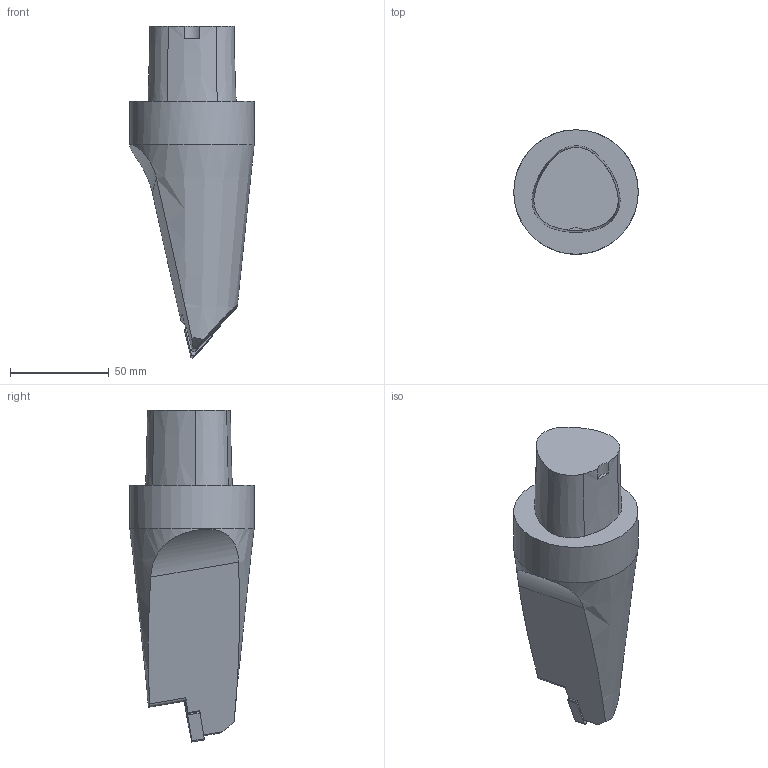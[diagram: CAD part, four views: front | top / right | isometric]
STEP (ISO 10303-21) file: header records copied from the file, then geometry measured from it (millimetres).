
FILE_DESCRIPTION(/* description */ (''),/* implementation_level */ '2;1');
FILE_NAME(/* name */ '1540294715824.stp',/* time_stamp */ '2018-10-23T17:09:01+06:00',/* author */ (''),/* organization */ ('SMS'),/* preprocessor_version */ 'ST-DEVELOPER v15',/* originating_system */ 'SIEMENS PLM Software NX 8.5',/* authorisation */ '');
FILE_SCHEMA (('AUTOMOTIVE_DESIGN { 1 0 10303 214 3 1 1 1 }'));
Length unit declared in the file: millimetre
Products named in the file (4): IsoTurningInsert; ASSEMBLY_CONSTRUCTION; 201877699mod000_00; 201877698mod000_00
Assembly tree (3 placements, depth 2):
  201877698mod000_00
    201877699mod000_00
    ASSEMBLY_CONSTRUCTION
    IsoTurningInsert
Bounding box: 63 x 63 x 168 mm (x, y, z)
Volume: 291695.2 mm3; surface area: 29421.7 mm2
Topology: 2 solids, 2 shells, 40 faces, 104 edges, 76 vertices
Faces by surface type: plane 19, cylinder 14, cone 7
Full cylindrical faces by diameter (mm): 5.156 x2, 63 x1
Entity records: 1507 total; most frequent: CARTESIAN_POINT 355, DIRECTION 233, ORIENTED_EDGE 192, EDGE_CURVE 96, AXIS2_PLACEMENT_3D 94, VERTEX_POINT 66, EDGE_LOOP 48, LINE 45
